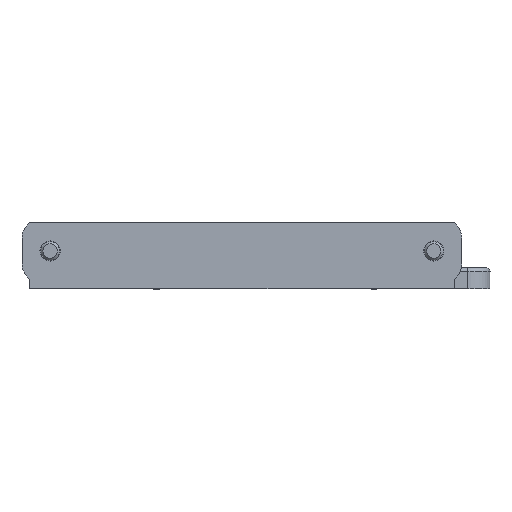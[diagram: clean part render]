
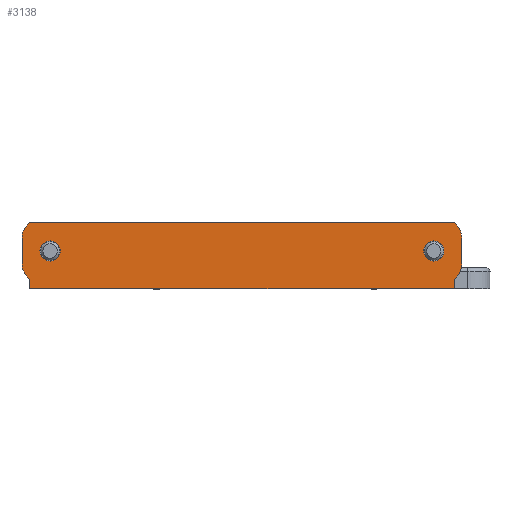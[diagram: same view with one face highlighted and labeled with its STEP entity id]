
A CAD part, left-side view. The second image highlights one B-rep face of the part: STEP entity #3138.
In plain terms, the highlighted face is planar.
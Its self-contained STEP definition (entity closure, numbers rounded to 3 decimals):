
#178=PLANE('',#3508);
#212=FACE_BOUND('',#1108,.T.);
#213=FACE_BOUND('',#1109,.T.);
#334=LINE('',#5026,#572);
#423=LINE('',#6053,#661);
#424=LINE('',#6054,#662);
#425=LINE('',#6056,#663);
#426=LINE('',#6058,#664);
#427=LINE('',#6062,#665);
#428=LINE('',#6066,#666);
#429=LINE('',#6068,#667);
#430=LINE('',#6070,#668);
#431=LINE('',#6073,#669);
#572=VECTOR('',#3978,10.);
#661=VECTOR('',#4401,10.);
#662=VECTOR('',#4402,10.);
#663=VECTOR('',#4403,10.);
#664=VECTOR('',#4404,10.);
#665=VECTOR('',#4407,10.);
#666=VECTOR('',#4410,10.);
#667=VECTOR('',#4411,10.);
#668=VECTOR('',#4412,10.);
#669=VECTOR('',#4415,10.);
#909=FACE_OUTER_BOUND('',#1107,.T.);
#1107=EDGE_LOOP('',(#2851,#2852,#2853,#2854,#2855,#2856,#2857,#2858,#2859,
#2860,#2861,#2862,#2863,#2864));
#1108=EDGE_LOOP('',(#2865));
#1109=EDGE_LOOP('',(#2866));
#1298=CIRCLE('',#3509,5.);
#1299=CIRCLE('',#3510,5.);
#1300=CIRCLE('',#3511,5.);
#1301=CIRCLE('',#3512,5.);
#1302=CIRCLE('',#3513,2.7);
#1303=CIRCLE('',#3514,2.7);
#1471=VERTEX_POINT('',#5023);
#1472=VERTEX_POINT('',#5025);
#1582=VERTEX_POINT('',#6049);
#1583=VERTEX_POINT('',#6050);
#1584=VERTEX_POINT('',#6052);
#1585=VERTEX_POINT('',#6055);
#1586=VERTEX_POINT('',#6057);
#1587=VERTEX_POINT('',#6059);
#1588=VERTEX_POINT('',#6061);
#1589=VERTEX_POINT('',#6063);
#1590=VERTEX_POINT('',#6065);
#1591=VERTEX_POINT('',#6067);
#1592=VERTEX_POINT('',#6069);
#1593=VERTEX_POINT('',#6071);
#1594=VERTEX_POINT('',#6074);
#1595=VERTEX_POINT('',#6076);
#1820=EDGE_CURVE('',#1471,#1472,#334,.T.);
#2017=EDGE_CURVE('',#1582,#1583,#1298,.T.);
#2018=EDGE_CURVE('',#1584,#1582,#423,.T.);
#2019=EDGE_CURVE('',#1584,#1472,#424,.T.);
#2020=EDGE_CURVE('',#1585,#1471,#425,.T.);
#2021=EDGE_CURVE('',#1586,#1585,#426,.T.);
#2022=EDGE_CURVE('',#1587,#1586,#1299,.T.);
#2023=EDGE_CURVE('',#1587,#1588,#427,.T.);
#2024=EDGE_CURVE('',#1589,#1588,#1300,.T.);
#2025=EDGE_CURVE('',#1590,#1589,#428,.T.);
#2026=EDGE_CURVE('',#1590,#1591,#429,.T.);
#2027=EDGE_CURVE('',#1592,#1591,#430,.T.);
#2028=EDGE_CURVE('',#1593,#1592,#1301,.T.);
#2029=EDGE_CURVE('',#1593,#1583,#431,.T.);
#2030=EDGE_CURVE('',#1594,#1594,#1302,.T.);
#2031=EDGE_CURVE('',#1595,#1595,#1303,.T.);
#2851=ORIENTED_EDGE('',*,*,#2017,.F.);
#2852=ORIENTED_EDGE('',*,*,#2018,.F.);
#2853=ORIENTED_EDGE('',*,*,#2019,.T.);
#2854=ORIENTED_EDGE('',*,*,#1820,.F.);
#2855=ORIENTED_EDGE('',*,*,#2020,.F.);
#2856=ORIENTED_EDGE('',*,*,#2021,.F.);
#2857=ORIENTED_EDGE('',*,*,#2022,.F.);
#2858=ORIENTED_EDGE('',*,*,#2023,.T.);
#2859=ORIENTED_EDGE('',*,*,#2024,.F.);
#2860=ORIENTED_EDGE('',*,*,#2025,.F.);
#2861=ORIENTED_EDGE('',*,*,#2026,.T.);
#2862=ORIENTED_EDGE('',*,*,#2027,.F.);
#2863=ORIENTED_EDGE('',*,*,#2028,.F.);
#2864=ORIENTED_EDGE('',*,*,#2029,.T.);
#2865=ORIENTED_EDGE('',*,*,#2030,.T.);
#2866=ORIENTED_EDGE('',*,*,#2031,.T.);
#3138=ADVANCED_FACE('',(#909,#212,#213),#178,.T.);
#3508=AXIS2_PLACEMENT_3D('',#6048,#4397,#4398);
#3509=AXIS2_PLACEMENT_3D('',#6051,#4399,#4400);
#3510=AXIS2_PLACEMENT_3D('',#6060,#4405,#4406);
#3511=AXIS2_PLACEMENT_3D('',#6064,#4408,#4409);
#3512=AXIS2_PLACEMENT_3D('',#6072,#4413,#4414);
#3513=AXIS2_PLACEMENT_3D('',#6075,#4416,#4417);
#3514=AXIS2_PLACEMENT_3D('',#6077,#4418,#4419);
#3978=DIRECTION('',(0.,1.,0.));
#4397=DIRECTION('center_axis',(1.,0.,0.));
#4398=DIRECTION('ref_axis',(0.,1.,0.));
#4399=DIRECTION('center_axis',(-1.,0.,0.));
#4400=DIRECTION('ref_axis',(0.,0.924,0.383));
#4401=DIRECTION('',(0.,0.707,-0.707));
#4402=DIRECTION('',(0.,0.,1.));
#4403=DIRECTION('',(0.,0.,1.));
#4404=DIRECTION('',(0.,0.707,0.707));
#4405=DIRECTION('center_axis',(-1.,0.,0.));
#4406=DIRECTION('ref_axis',(0.,-0.924,0.383));
#4407=DIRECTION('',(0.,0.,-1.));
#4408=DIRECTION('center_axis',(-1.,0.,0.));
#4409=DIRECTION('ref_axis',(0.,-0.924,-0.383));
#4410=DIRECTION('',(0.,-0.707,0.707));
#4411=DIRECTION('',(0.,1.,0.));
#4412=DIRECTION('',(0.,-0.707,-0.707));
#4413=DIRECTION('center_axis',(-1.,0.,0.));
#4414=DIRECTION('ref_axis',(0.,0.924,-0.383));
#4415=DIRECTION('',(0.,0.,1.));
#4416=DIRECTION('center_axis',(-1.,0.,0.));
#4417=DIRECTION('ref_axis',(0.,-1.,0.));
#4418=DIRECTION('center_axis',(-1.,0.,0.));
#4419=DIRECTION('ref_axis',(0.,-1.,0.));
#5023=CARTESIAN_POINT('',(152.566,-51.656,44.224));
#5025=CARTESIAN_POINT('',(152.566,61.716,44.224));
#5026=CARTESIAN_POINT('',(152.566,-51.656,44.224));
#6048=CARTESIAN_POINT('Origin',(152.566,-77.679,34.113));
#6049=CARTESIAN_POINT('',(152.566,62.251,41.077));
#6050=CARTESIAN_POINT('',(152.566,63.716,37.542));
#6051=CARTESIAN_POINT('Origin',(152.566,58.716,37.542));
#6052=CARTESIAN_POINT('',(152.566,61.716,41.613));
#6053=CARTESIAN_POINT('',(152.566,29.242,74.086));
#6054=CARTESIAN_POINT('',(152.566,61.716,41.613));
#6055=CARTESIAN_POINT('',(152.566,-51.656,41.613));
#6056=CARTESIAN_POINT('',(152.566,-51.656,41.613));
#6057=CARTESIAN_POINT('',(152.566,-52.192,41.077));
#6058=CARTESIAN_POINT('',(152.566,-60.537,32.732));
#6059=CARTESIAN_POINT('',(152.566,-53.656,37.542));
#6060=CARTESIAN_POINT('Origin',(152.566,-48.656,37.542));
#6061=CARTESIAN_POINT('',(152.566,-53.656,30.684));
#6062=CARTESIAN_POINT('',(152.566,-53.656,41.613));
#6063=CARTESIAN_POINT('',(152.566,-52.192,27.148));
#6064=CARTESIAN_POINT('Origin',(152.566,-48.656,30.684));
#6065=CARTESIAN_POINT('',(152.566,-51.656,26.613));
#6066=CARTESIAN_POINT('',(152.566,-60.537,35.493));
#6067=CARTESIAN_POINT('',(152.566,61.716,26.613));
#6068=CARTESIAN_POINT('',(152.566,-53.656,26.613));
#6069=CARTESIAN_POINT('',(152.566,62.251,27.148));
#6070=CARTESIAN_POINT('',(152.566,29.242,-5.861));
#6071=CARTESIAN_POINT('',(152.566,63.716,30.684));
#6072=CARTESIAN_POINT('Origin',(152.566,58.716,30.684));
#6073=CARTESIAN_POINT('',(152.566,63.716,26.613));
#6074=CARTESIAN_POINT('',(152.566,58.916,34.113));
#6075=CARTESIAN_POINT('Origin',(152.566,56.216,34.113));
#6076=CARTESIAN_POINT('',(152.566,-43.456,34.113));
#6077=CARTESIAN_POINT('Origin',(152.566,-46.156,34.113));
